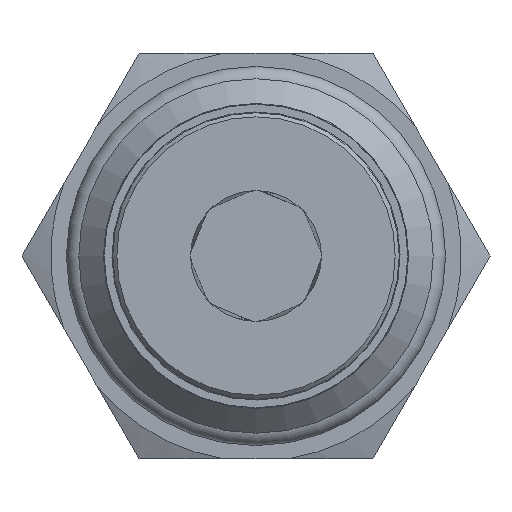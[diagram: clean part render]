
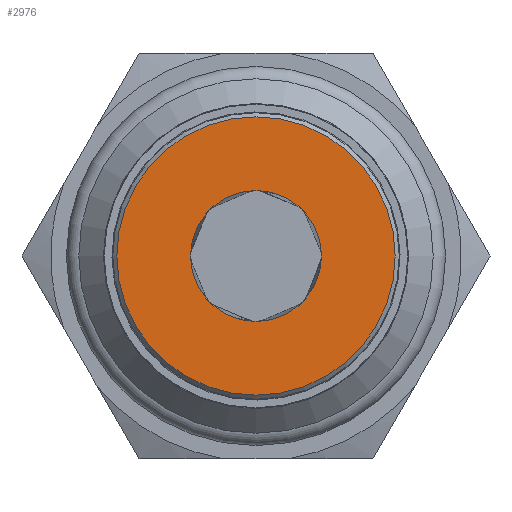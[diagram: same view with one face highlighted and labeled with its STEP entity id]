
A CAD part, left-side view. The second image highlights one B-rep face of the part: STEP entity #2976.
In plain terms, the highlighted planar face has unit normal (-1, 0, 0).
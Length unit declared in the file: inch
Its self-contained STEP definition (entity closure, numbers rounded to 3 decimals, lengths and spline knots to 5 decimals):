
#2934=CARTESIAN_POINT('',(-3.5,0.515,0.));
#2935=VERTEX_POINT('',#2934);
#2936=CARTESIAN_POINT('',(-3.5,0.0,0.0));
#2937=DIRECTION('',(1.0,0.0,0.0));
#2938=DIRECTION('',(0.0,-1.0,0.0));
#2939=AXIS2_PLACEMENT_3D('',#2936,#2937,#2938);
#2940=CIRCLE('',#2939,0.515);
#2941=EDGE_CURVE('',#2935,#2935,#2940,.T.);
#2957=CARTESIAN_POINT('',(-3.5,0.265,0.0));
#2958=DIRECTION('',(-1.0,0.0,0.0));
#2959=DIRECTION('',(0.0,0.0,1.0));
#2960=AXIS2_PLACEMENT_3D('',#2957,#2958,#2959);
#2961=PLANE('',#2960);
#2962=ORIENTED_EDGE('',*,*,#2941,.F.);
#2963=EDGE_LOOP('',(#2962));
#2964=FACE_OUTER_BOUND('',#2963,.T.);
#2965=CARTESIAN_POINT('',(-3.5,-0.242,0.));
#2966=VERTEX_POINT('',#2965);
#2967=CARTESIAN_POINT('',(-3.5,0.,0.));
#2968=DIRECTION('',(1.0,0.0,0.0));
#2969=DIRECTION('',(0.0,1.0,0.0));
#2970=AXIS2_PLACEMENT_3D('',#2967,#2968,#2969);
#2971=CIRCLE('',#2970,0.242);
#2972=EDGE_CURVE('',#2966,#2966,#2971,.T.);
#2973=ORIENTED_EDGE('',*,*,#2972,.T.);
#2974=EDGE_LOOP('',(#2973));
#2975=FACE_BOUND('',#2974,.T.);
#2976=ADVANCED_FACE('',(#2964,#2975),#2961,.T.);
